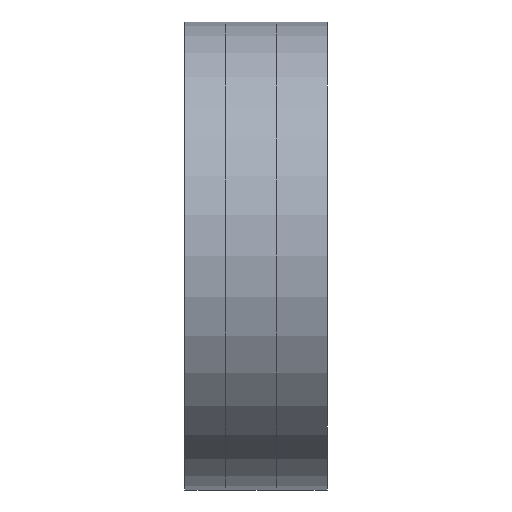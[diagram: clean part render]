
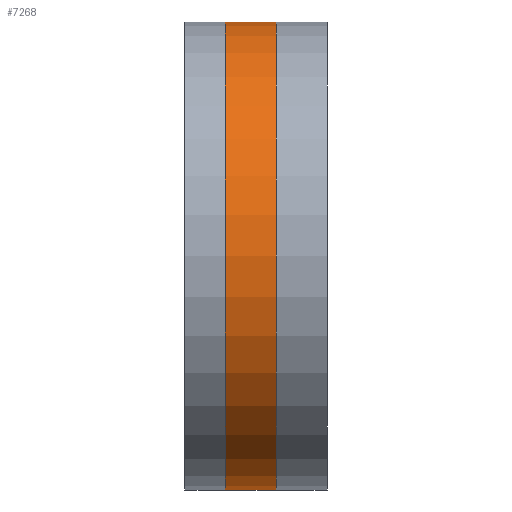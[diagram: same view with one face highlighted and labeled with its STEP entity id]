
A CAD part, left-side view. The second image highlights one B-rep face of the part: STEP entity #7268.
In plain terms, the highlighted cylindrical face has radius 73.025 mm (diameter 146.05 mm), a partial arc.
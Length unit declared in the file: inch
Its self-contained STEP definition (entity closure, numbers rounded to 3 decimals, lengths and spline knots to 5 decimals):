
#273 = EDGE_CURVE ( 'NONE', #9724, #11608, #1008, .T. ) ;
#569 = AXIS2_PLACEMENT_3D ( 'NONE', #1168, #7071, #10054 ) ;
#724 = CIRCLE ( 'NONE', #4690, 2.875 ) ;
#1008 = LINE ( 'NONE', #4988, #9844 ) ;
#1150 = CARTESIAN_POINT ( 'NONE',  ( 0., 0.625, -2.875 ) ) ;
#1168 = CARTESIAN_POINT ( 'NONE',  ( 0., 0.625, 0. ) ) ;
#1825 = CIRCLE ( 'NONE', #569, 2.875 ) ;
#2292 = ORIENTED_EDGE ( 'NONE', *, *, #8978, .F. ) ;
#3289 = EDGE_CURVE ( 'NONE', #11608, #5343, #724, .T. ) ;
#4679 = DIRECTION ( 'NONE',  ( 0., 1., 0. ) ) ;
#4690 = AXIS2_PLACEMENT_3D ( 'NONE', #5735, #9750, #7808 ) ;
#4988 = CARTESIAN_POINT ( 'NONE',  ( 0., 0.625, 2.875 ) ) ;
#5343 = VERTEX_POINT ( 'NONE', #10449 ) ;
#5521 = VECTOR ( 'NONE', #11192, 39.37008 ) ;
#5637 = FACE_OUTER_BOUND ( 'NONE', #5781, .T. ) ;
#5735 = CARTESIAN_POINT ( 'NONE',  ( 0., 1.25, 0. ) ) ;
#5781 = EDGE_LOOP ( 'NONE', ( #2292, #8949, #6894, #8984 ) ) ;
#6669 = CARTESIAN_POINT ( 'NONE',  ( 0., 0.625, 0. ) ) ;
#6894 = ORIENTED_EDGE ( 'NONE', *, *, #273, .T. ) ;
#7049 = CARTESIAN_POINT ( 'NONE',  ( 0., 1.25, 2.875 ) ) ;
#7071 = DIRECTION ( 'NONE',  ( 0., 1., 0. ) ) ;
#7268 = ADVANCED_FACE ( 'NONE', ( #5637 ), #9587, .T. ) ;
#7808 = DIRECTION ( 'NONE',  ( 0., 0., 1. ) ) ;
#7883 = AXIS2_PLACEMENT_3D ( 'NONE', #6669, #4679, #8618 ) ;
#8101 = EDGE_CURVE ( 'NONE', #8555, #9724, #1825, .T. ) ;
#8555 = VERTEX_POINT ( 'NONE', #1150 ) ;
#8618 = DIRECTION ( 'NONE',  ( 0., 0., 1. ) ) ;
#8932 = DIRECTION ( 'NONE',  ( 0., 1., 0. ) ) ;
#8949 = ORIENTED_EDGE ( 'NONE', *, *, #8101, .T. ) ;
#8978 = EDGE_CURVE ( 'NONE', #8555, #5343, #11056, .T. ) ;
#8984 = ORIENTED_EDGE ( 'NONE', *, *, #3289, .T. ) ;
#9587 = CYLINDRICAL_SURFACE ( 'NONE', #7883, 2.875 ) ;
#9724 = VERTEX_POINT ( 'NONE', #10959 ) ;
#9750 = DIRECTION ( 'NONE',  ( 0., -1., 0. ) ) ;
#9844 = VECTOR ( 'NONE', #8932, 39.37008 ) ;
#10054 = DIRECTION ( 'NONE',  ( 0., 0., 1. ) ) ;
#10207 = CARTESIAN_POINT ( 'NONE',  ( 0., 0.625, -2.875 ) ) ;
#10449 = CARTESIAN_POINT ( 'NONE',  ( 0., 1.25, -2.875 ) ) ;
#10959 = CARTESIAN_POINT ( 'NONE',  ( 0., 0.625, 2.875 ) ) ;
#11056 = LINE ( 'NONE', #10207, #5521 ) ;
#11192 = DIRECTION ( 'NONE',  ( 0., 1., 0. ) ) ;
#11608 = VERTEX_POINT ( 'NONE', #7049 ) ;
